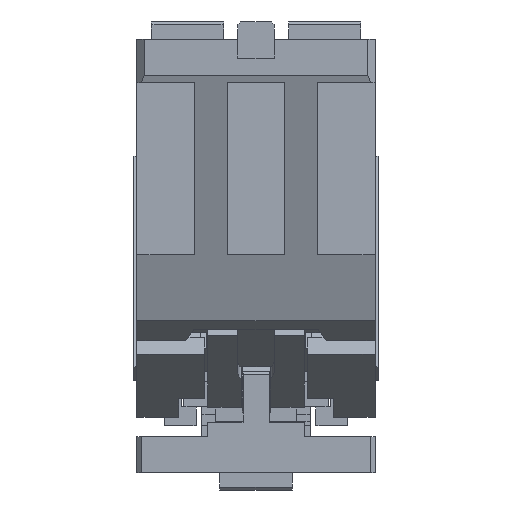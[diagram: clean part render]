
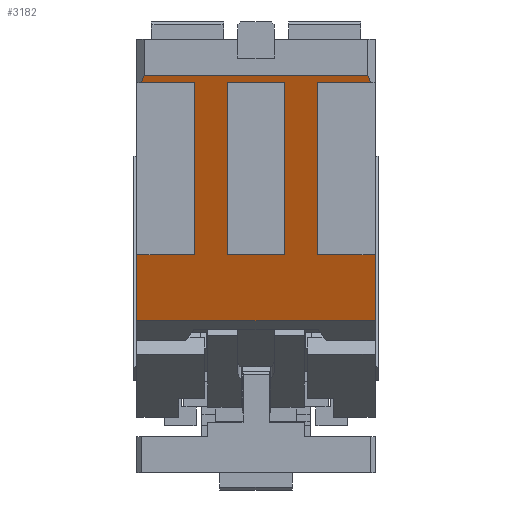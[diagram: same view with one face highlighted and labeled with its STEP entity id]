
A CAD part, front view. The second image highlights one B-rep face of the part: STEP entity #3182.
In plain terms, the highlighted planar face has unit normal (0, -0.94, -0.341).
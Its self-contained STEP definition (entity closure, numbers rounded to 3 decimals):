
#1167=CARTESIAN_POINT('Vertex',(470.463,566.335,-194.687)) ;
#1170=CARTESIAN_POINT('Line Origine',(470.463,558.067,-171.887)) ;
#1174=CARTESIAN_POINT('Vertex',(470.463,549.798,-149.087)) ;
#1307=CARTESIAN_POINT('Line Origine',(474.557,505.705,-27.5)) ;
#1311=CARTESIAN_POINT('Vertex',(475.463,504.798,-25.)) ;
#1313=CARTESIAN_POINT('Vertex',(473.65,506.611,-30.)) ;
#1339=CARTESIAN_POINT('Line Origine',(552.963,504.798,-25.)) ;
#1343=CARTESIAN_POINT('Vertex',(630.463,504.798,-25.)) ;
#1554=CARTESIAN_POINT('Line Origine',(631.37,505.705,-27.5)) ;
#1558=CARTESIAN_POINT('Vertex',(632.277,506.611,-30.)) ;
#1604=CARTESIAN_POINT('Vertex',(635.463,549.798,-149.087)) ;
#1607=CARTESIAN_POINT('Line Origine',(635.463,558.067,-171.887)) ;
#1611=CARTESIAN_POINT('Vertex',(635.463,566.335,-194.687)) ;
#2989=CARTESIAN_POINT('Line Origine',(492.057,506.611,-30.)) ;
#2993=CARTESIAN_POINT('Vertex',(510.463,506.611,-30.)) ;
#3081=CARTESIAN_POINT('Line Origine',(490.463,549.798,-149.087)) ;
#3085=CARTESIAN_POINT('Vertex',(510.463,549.798,-149.087)) ;
#3100=CARTESIAN_POINT('Axis2P3D Location',(552.963,504.798,-25.)) ;
#3105=CARTESIAN_POINT('Line Origine',(552.963,566.335,-194.687)) ;
#3110=CARTESIAN_POINT('Line Origine',(615.463,549.798,-149.087)) ;
#3114=CARTESIAN_POINT('Vertex',(595.463,549.798,-149.087)) ;
#3117=CARTESIAN_POINT('Line Origine',(595.463,528.205,-89.543)) ;
#3121=CARTESIAN_POINT('Vertex',(595.463,506.611,-30.)) ;
#3124=CARTESIAN_POINT('Line Origine',(613.87,506.611,-30.)) ;
#3129=CARTESIAN_POINT('Line Origine',(510.463,528.205,-89.543)) ;
#3148=CARTESIAN_POINT('Line Origine',(552.963,549.798,-149.087)) ;
#3152=CARTESIAN_POINT('Vertex',(532.963,549.798,-149.087)) ;
#3154=CARTESIAN_POINT('Vertex',(572.963,549.798,-149.087)) ;
#3157=CARTESIAN_POINT('Line Origine',(532.963,528.205,-89.543)) ;
#3161=CARTESIAN_POINT('Vertex',(532.963,506.611,-30.)) ;
#3164=CARTESIAN_POINT('Line Origine',(552.963,506.611,-30.)) ;
#3168=CARTESIAN_POINT('Vertex',(572.963,506.611,-30.)) ;
#3171=CARTESIAN_POINT('Line Origine',(572.963,528.205,-89.543)) ;
#1171=DIRECTION('Vector Direction',(0.,0.341,-0.94)) ;
#1308=DIRECTION('Vector Direction',(0.323,-0.323,0.89)) ;
#1340=DIRECTION('Vector Direction',(1.,0.,0.)) ;
#1555=DIRECTION('Vector Direction',(0.323,0.323,-0.89)) ;
#1608=DIRECTION('Vector Direction',(0.,0.341,-0.94)) ;
#2990=DIRECTION('Vector Direction',(-1.,0.,0.)) ;
#3082=DIRECTION('Vector Direction',(1.,0.,0.)) ;
#3101=DIRECTION('Axis2P3D Direction',(0.,-0.94,-0.341)) ;
#3102=DIRECTION('Axis2P3D XDirection',(0.,0.341,-0.94)) ;
#3106=DIRECTION('Vector Direction',(1.,0.,0.)) ;
#3111=DIRECTION('Vector Direction',(1.,0.,0.)) ;
#3118=DIRECTION('Vector Direction',(0.,0.341,-0.94)) ;
#3125=DIRECTION('Vector Direction',(1.,0.,0.)) ;
#3130=DIRECTION('Vector Direction',(0.,-0.341,0.94)) ;
#3149=DIRECTION('Vector Direction',(1.,0.,0.)) ;
#3158=DIRECTION('Vector Direction',(0.,0.341,-0.94)) ;
#3165=DIRECTION('Vector Direction',(-1.,0.,0.)) ;
#3172=DIRECTION('Vector Direction',(0.,-0.341,0.94)) ;
#3103=AXIS2_PLACEMENT_3D('Plane Axis2P3D',#3100,#3101,#3102) ;
#3135=ORIENTED_EDGE('',*,*,#3087,.F.) ;
#3136=ORIENTED_EDGE('',*,*,#1176,.T.) ;
#3137=ORIENTED_EDGE('',*,*,#3109,.F.) ;
#3138=ORIENTED_EDGE('',*,*,#1613,.F.) ;
#3139=ORIENTED_EDGE('',*,*,#3116,.F.) ;
#3140=ORIENTED_EDGE('',*,*,#3123,.F.) ;
#3141=ORIENTED_EDGE('',*,*,#3128,.T.) ;
#3142=ORIENTED_EDGE('',*,*,#1560,.F.) ;
#3143=ORIENTED_EDGE('',*,*,#1345,.F.) ;
#3144=ORIENTED_EDGE('',*,*,#1315,.T.) ;
#3145=ORIENTED_EDGE('',*,*,#2995,.F.) ;
#3146=ORIENTED_EDGE('',*,*,#3133,.F.) ;
#3177=ORIENTED_EDGE('',*,*,#3156,.F.) ;
#3178=ORIENTED_EDGE('',*,*,#3163,.F.) ;
#3179=ORIENTED_EDGE('',*,*,#3170,.F.) ;
#3180=ORIENTED_EDGE('',*,*,#3175,.F.) ;
#3181=FACE_BOUND('',#3176,.T.) ;
#1172=VECTOR('Line Direction',#1171,1.) ;
#1309=VECTOR('Line Direction',#1308,1.) ;
#1341=VECTOR('Line Direction',#1340,1.) ;
#1556=VECTOR('Line Direction',#1555,1.) ;
#1609=VECTOR('Line Direction',#1608,1.) ;
#2991=VECTOR('Line Direction',#2990,1.) ;
#3083=VECTOR('Line Direction',#3082,1.) ;
#3107=VECTOR('Line Direction',#3106,1.) ;
#3112=VECTOR('Line Direction',#3111,1.) ;
#3119=VECTOR('Line Direction',#3118,1.) ;
#3126=VECTOR('Line Direction',#3125,1.) ;
#3131=VECTOR('Line Direction',#3130,1.) ;
#3150=VECTOR('Line Direction',#3149,1.) ;
#3159=VECTOR('Line Direction',#3158,1.) ;
#3166=VECTOR('Line Direction',#3165,1.) ;
#3173=VECTOR('Line Direction',#3172,1.) ;
#3182=ADVANCED_FACE('CAM HOLDER',(#3147,#3181),#3104,.T.) ;
#1176=EDGE_CURVE('',#1175,#1168,#1173,.T.) ;
#1315=EDGE_CURVE('',#1312,#1314,#1310,.F.) ;
#1345=EDGE_CURVE('',#1312,#1344,#1342,.T.) ;
#1560=EDGE_CURVE('',#1344,#1559,#1557,.T.) ;
#1613=EDGE_CURVE('',#1605,#1612,#1610,.T.) ;
#2995=EDGE_CURVE('',#2994,#1314,#2992,.T.) ;
#3087=EDGE_CURVE('',#1175,#3086,#3084,.T.) ;
#3109=EDGE_CURVE('',#1612,#1168,#3108,.F.) ;
#3116=EDGE_CURVE('',#3115,#1605,#3113,.T.) ;
#3123=EDGE_CURVE('',#3122,#3115,#3120,.T.) ;
#3128=EDGE_CURVE('',#3122,#1559,#3127,.T.) ;
#3133=EDGE_CURVE('',#3086,#2994,#3132,.T.) ;
#3156=EDGE_CURVE('',#3153,#3155,#3151,.T.) ;
#3163=EDGE_CURVE('',#3162,#3153,#3160,.T.) ;
#3170=EDGE_CURVE('',#3169,#3162,#3167,.T.) ;
#3175=EDGE_CURVE('',#3155,#3169,#3174,.T.) ;
#3134=EDGE_LOOP('',(#3135,#3136,#3137,#3138,#3139,#3140,#3141,#3142,#3143,#3144,#3145,#3146)) ;
#3176=EDGE_LOOP('',(#3177,#3178,#3179,#3180)) ;
#3147=FACE_OUTER_BOUND('',#3134,.T.) ;
#1173=LINE('Line',#1170,#1172) ;
#1310=LINE('Line',#1307,#1309) ;
#1342=LINE('Line',#1339,#1341) ;
#1557=LINE('Line',#1554,#1556) ;
#1610=LINE('Line',#1607,#1609) ;
#2992=LINE('Line',#2989,#2991) ;
#3084=LINE('Line',#3081,#3083) ;
#3108=LINE('Line',#3105,#3107) ;
#3113=LINE('Line',#3110,#3112) ;
#3120=LINE('Line',#3117,#3119) ;
#3127=LINE('Line',#3124,#3126) ;
#3132=LINE('Line',#3129,#3131) ;
#3151=LINE('Line',#3148,#3150) ;
#3160=LINE('Line',#3157,#3159) ;
#3167=LINE('Line',#3164,#3166) ;
#3174=LINE('Line',#3171,#3173) ;
#3104=PLANE('Plane',#3103) ;
#1168=VERTEX_POINT('',#1167) ;
#1175=VERTEX_POINT('',#1174) ;
#1312=VERTEX_POINT('',#1311) ;
#1314=VERTEX_POINT('',#1313) ;
#1344=VERTEX_POINT('',#1343) ;
#1559=VERTEX_POINT('',#1558) ;
#1605=VERTEX_POINT('',#1604) ;
#1612=VERTEX_POINT('',#1611) ;
#2994=VERTEX_POINT('',#2993) ;
#3086=VERTEX_POINT('',#3085) ;
#3115=VERTEX_POINT('',#3114) ;
#3122=VERTEX_POINT('',#3121) ;
#3153=VERTEX_POINT('',#3152) ;
#3155=VERTEX_POINT('',#3154) ;
#3162=VERTEX_POINT('',#3161) ;
#3169=VERTEX_POINT('',#3168) ;
